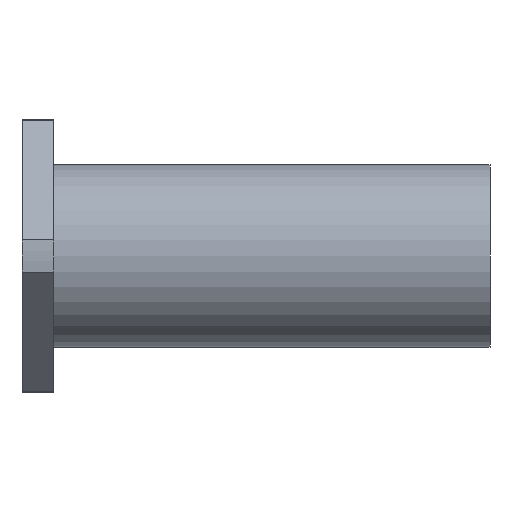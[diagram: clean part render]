
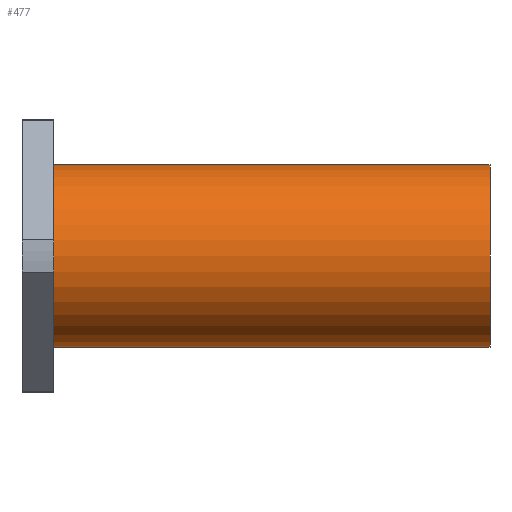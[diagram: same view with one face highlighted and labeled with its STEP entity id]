
A CAD part, front view. The second image highlights one B-rep face of the part: STEP entity #477.
In plain terms, the highlighted cylindrical face has radius 37.5 mm (diameter 75 mm), a full revolution.
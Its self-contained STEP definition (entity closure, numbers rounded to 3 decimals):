
#234 = CARTESIAN_POINT ( 'NONE',  ( 0., 0., 0. ) ) ;
#243 = DIRECTION ( 'NONE',  ( 0., 0., 1. ) ) ;
#244 = DIRECTION ( 'NONE',  ( -1., 0., 0. ) ) ;
#273 = CARTESIAN_POINT ( 'NONE',  ( 13., 0., 0. ) ) ;
#280 = DIRECTION ( 'NONE',  ( -1., 0., 0. ) ) ;
#281 = DIRECTION ( 'NONE',  ( 0., 0., 1. ) ) ;
#295 = CARTESIAN_POINT ( 'NONE',  ( 192., 0., 0. ) ) ;
#302 = DIRECTION ( 'NONE',  ( -1., 0., 0. ) ) ;
#303 = DIRECTION ( 'NONE',  ( 0., 0., 1. ) ) ;
#364 = VERTEX_POINT ( 'NONE', #365 ) ;
#365 = CARTESIAN_POINT ( 'NONE',  ( 13., 0., 37.5 ) ) ;
#376 = VERTEX_POINT ( 'NONE', #377 ) ;
#377 = CARTESIAN_POINT ( 'NONE',  ( 192., 0., 37.5 ) ) ;
#477 = ADVANCED_FACE ( 'NONE', ( #932, #941 ), #939, .T. ) ;
#518 = AXIS2_PLACEMENT_3D ( 'NONE', #234, #244, #243 ) ;
#523 = AXIS2_PLACEMENT_3D ( 'NONE', #273, #280, #281 ) ;
#529 = AXIS2_PLACEMENT_3D ( 'NONE', #295, #302, #303 ) ;
#579 = EDGE_CURVE ( 'NONE', #364, #364, #964, .T. ) ;
#587 = EDGE_CURVE ( 'NONE', #376, #376, #973, .T. ) ;
#655 = EDGE_LOOP ( 'NONE', ( #719 ) ) ;
#661 = EDGE_LOOP ( 'NONE', ( #720 ) ) ;
#719 = ORIENTED_EDGE ( 'NONE', *, *, #579, .F. ) ;
#720 = ORIENTED_EDGE ( 'NONE', *, *, #587, .T. ) ;
#932 = FACE_OUTER_BOUND ( 'NONE', #655, .T. ) ;
#939 = CYLINDRICAL_SURFACE ( 'NONE', #518, 37.5 ) ;
#941 = FACE_OUTER_BOUND ( 'NONE', #661, .T. ) ;
#964 = CIRCLE ( 'NONE', #523, 37.5 ) ;
#973 = CIRCLE ( 'NONE', #529, 37.5 ) ;
